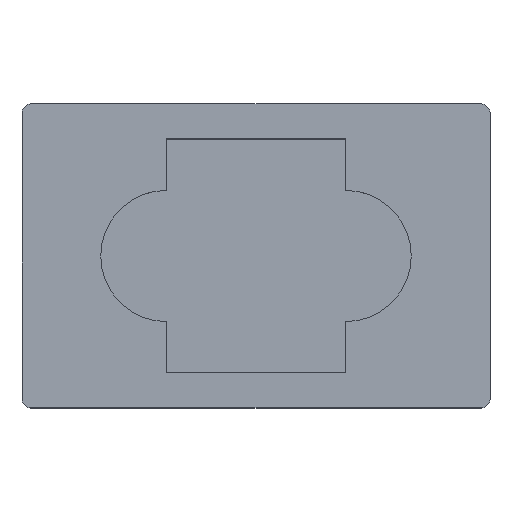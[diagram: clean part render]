
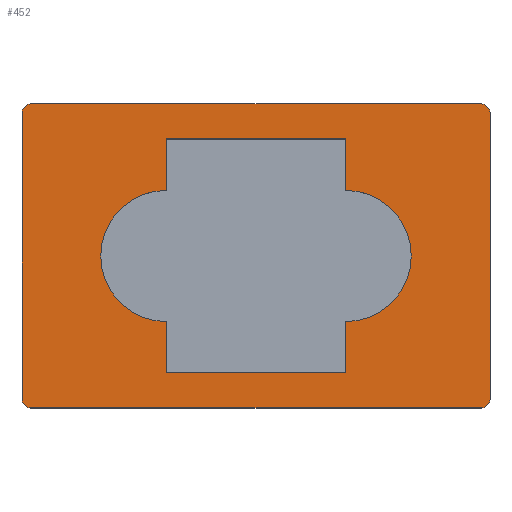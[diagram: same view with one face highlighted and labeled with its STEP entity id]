
A CAD part, top view. The second image highlights one B-rep face of the part: STEP entity #452.
In plain terms, the highlighted planar face has unit normal (0, 0, 1).
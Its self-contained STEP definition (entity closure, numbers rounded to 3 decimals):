
#19=FACE_BOUND('',#108,.T.);
#20=CIRCLE('',#471,15.);
#22=CIRCLE('',#477,15.);
#24=CIRCLE('',#481,2.);
#33=CIRCLE('',#493,2.);
#34=CIRCLE('',#496,2.);
#35=CIRCLE('',#498,2.);
#76=FACE_OUTER_BOUND('',#107,.T.);
#107=EDGE_LOOP('',(#393,#394,#395,#396,#397,#398,#399,#400));
#108=EDGE_LOOP('',(#401,#402,#403,#404,#405,#406,#407,#408));
#109=LINE('',#654,#149);
#113=LINE('',#662,#153);
#116=LINE('',#668,#156);
#120=LINE('',#680,#160);
#123=LINE('',#686,#163);
#126=LINE('',#692,#166);
#133=LINE('',#714,#173);
#139=LINE('',#743,#179);
#147=LINE('',#774,#187);
#148=LINE('',#776,#188);
#149=VECTOR('',#518,10.);
#153=VECTOR('',#524,10.);
#156=VECTOR('',#529,10.);
#160=VECTOR('',#541,10.);
#163=VECTOR('',#546,10.);
#166=VECTOR('',#551,10.);
#173=VECTOR('',#574,10.);
#179=VECTOR('',#602,10.);
#187=VECTOR('',#644,10.);
#188=VECTOR('',#647,10.);
#189=VERTEX_POINT('',#652);
#190=VERTEX_POINT('',#653);
#193=VERTEX_POINT('',#661);
#195=VERTEX_POINT('',#667);
#197=VERTEX_POINT('',#673);
#199=VERTEX_POINT('',#679);
#201=VERTEX_POINT('',#685);
#203=VERTEX_POINT('',#691);
#205=VERTEX_POINT('',#701);
#206=VERTEX_POINT('',#702);
#210=VERTEX_POINT('',#712);
#220=VERTEX_POINT('',#736);
#221=VERTEX_POINT('',#737);
#222=VERTEX_POINT('',#742);
#223=VERTEX_POINT('',#746);
#224=VERTEX_POINT('',#750);
#229=EDGE_CURVE('',#189,#190,#109,.T.);
#233=EDGE_CURVE('',#193,#189,#113,.T.);
#236=EDGE_CURVE('',#195,#193,#116,.T.);
#239=EDGE_CURVE('',#197,#195,#20,.T.);
#242=EDGE_CURVE('',#199,#197,#120,.T.);
#245=EDGE_CURVE('',#201,#199,#123,.T.);
#248=EDGE_CURVE('',#203,#201,#126,.T.);
#251=EDGE_CURVE('',#190,#203,#22,.T.);
#253=EDGE_CURVE('',#205,#206,#24,.T.);
#259=EDGE_CURVE('',#205,#210,#133,.T.);
#270=EDGE_CURVE('',#220,#221,#33,.T.);
#273=EDGE_CURVE('',#222,#221,#139,.T.);
#275=EDGE_CURVE('',#222,#223,#34,.T.);
#277=EDGE_CURVE('',#224,#210,#35,.T.);
#287=EDGE_CURVE('',#220,#206,#147,.T.);
#288=EDGE_CURVE('',#224,#223,#148,.T.);
#393=ORIENTED_EDGE('',*,*,#253,.F.);
#394=ORIENTED_EDGE('',*,*,#259,.T.);
#395=ORIENTED_EDGE('',*,*,#277,.F.);
#396=ORIENTED_EDGE('',*,*,#288,.T.);
#397=ORIENTED_EDGE('',*,*,#275,.F.);
#398=ORIENTED_EDGE('',*,*,#273,.T.);
#399=ORIENTED_EDGE('',*,*,#270,.F.);
#400=ORIENTED_EDGE('',*,*,#287,.T.);
#401=ORIENTED_EDGE('',*,*,#229,.T.);
#402=ORIENTED_EDGE('',*,*,#251,.T.);
#403=ORIENTED_EDGE('',*,*,#248,.T.);
#404=ORIENTED_EDGE('',*,*,#245,.T.);
#405=ORIENTED_EDGE('',*,*,#242,.T.);
#406=ORIENTED_EDGE('',*,*,#239,.T.);
#407=ORIENTED_EDGE('',*,*,#236,.T.);
#408=ORIENTED_EDGE('',*,*,#233,.T.);
#425=PLANE('',#513);
#452=ADVANCED_FACE('',(#76,#19),#425,.T.);
#471=AXIS2_PLACEMENT_3D('',#674,#534,#535);
#477=AXIS2_PLACEMENT_3D('',#697,#556,#557);
#481=AXIS2_PLACEMENT_3D('',#703,#564,#565);
#493=AXIS2_PLACEMENT_3D('',#738,#596,#597);
#496=AXIS2_PLACEMENT_3D('',#747,#606,#607);
#498=AXIS2_PLACEMENT_3D('',#751,#611,#612);
#513=AXIS2_PLACEMENT_3D('',#777,#648,#649);
#518=DIRECTION('',(0.,1.,0.));
#524=DIRECTION('',(-1.,0.,0.));
#529=DIRECTION('',(0.,-1.,0.));
#534=DIRECTION('center_axis',(0.,0.,-1.));
#535=DIRECTION('ref_axis',(-1.,0.,0.));
#541=DIRECTION('',(0.,-1.,0.));
#546=DIRECTION('',(1.,0.,0.));
#551=DIRECTION('',(0.,1.,0.));
#556=DIRECTION('center_axis',(0.,0.,-1.));
#557=DIRECTION('ref_axis',(-1.,0.,0.));
#564=DIRECTION('center_axis',(0.,0.,-1.));
#565=DIRECTION('ref_axis',(-0.707,0.707,0.));
#574=DIRECTION('',(0.,-1.,0.));
#596=DIRECTION('center_axis',(0.,0.,-1.));
#597=DIRECTION('ref_axis',(0.707,0.707,0.));
#602=DIRECTION('',(0.,1.,0.));
#606=DIRECTION('center_axis',(0.,0.,-1.));
#607=DIRECTION('ref_axis',(0.707,-0.707,0.));
#611=DIRECTION('center_axis',(0.,0.,-1.));
#612=DIRECTION('ref_axis',(-0.707,-0.707,0.));
#644=DIRECTION('',(-1.,0.,0.));
#647=DIRECTION('',(1.,0.,0.));
#648=DIRECTION('center_axis',(0.,0.,1.));
#649=DIRECTION('ref_axis',(1.,0.,0.));
#652=CARTESIAN_POINT('',(33.,8.,3.));
#653=CARTESIAN_POINT('',(33.,19.75,3.));
#654=CARTESIAN_POINT('',(33.,21.375,3.));
#661=CARTESIAN_POINT('',(74.,8.,3.));
#662=CARTESIAN_POINT('',(63.75,8.,3.));
#667=CARTESIAN_POINT('',(74.,19.75,3.));
#668=CARTESIAN_POINT('',(74.,27.25,3.));
#673=CARTESIAN_POINT('',(74.,49.75,3.));
#674=CARTESIAN_POINT('Origin',(74.,34.75,3.));
#679=CARTESIAN_POINT('',(74.,61.5,3.));
#680=CARTESIAN_POINT('',(74.,48.125,3.));
#685=CARTESIAN_POINT('',(33.,61.5,3.));
#686=CARTESIAN_POINT('',(43.25,61.5,3.));
#691=CARTESIAN_POINT('',(33.,49.75,3.));
#692=CARTESIAN_POINT('',(33.,42.25,3.));
#697=CARTESIAN_POINT('Origin',(33.,34.75,3.));
#701=CARTESIAN_POINT('',(0.,67.5,3.));
#702=CARTESIAN_POINT('',(2.,69.5,3.));
#703=CARTESIAN_POINT('Origin',(2.,67.5,3.));
#712=CARTESIAN_POINT('',(0.,2.,3.));
#714=CARTESIAN_POINT('',(0.,69.5,3.));
#736=CARTESIAN_POINT('',(105.,69.5,3.));
#737=CARTESIAN_POINT('',(107.,67.5,3.));
#738=CARTESIAN_POINT('Origin',(105.,67.5,3.));
#742=CARTESIAN_POINT('',(107.,2.,3.));
#743=CARTESIAN_POINT('',(107.,0.,3.));
#746=CARTESIAN_POINT('',(105.,0.,3.));
#747=CARTESIAN_POINT('Origin',(105.,2.,3.));
#750=CARTESIAN_POINT('',(2.,0.,3.));
#751=CARTESIAN_POINT('Origin',(2.,2.,3.));
#774=CARTESIAN_POINT('',(107.,69.5,3.));
#776=CARTESIAN_POINT('',(0.,0.,3.));
#777=CARTESIAN_POINT('Origin',(53.5,34.75,3.));
